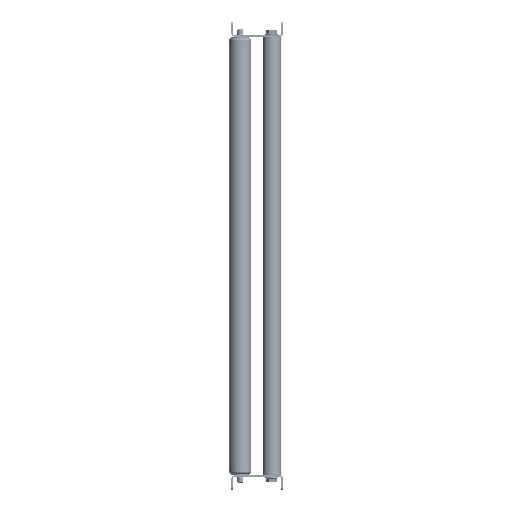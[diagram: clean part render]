
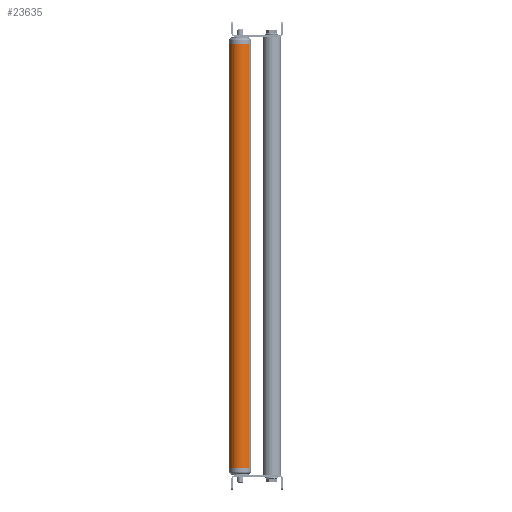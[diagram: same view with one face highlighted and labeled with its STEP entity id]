
A CAD part, left-side view. The second image highlights one B-rep face of the part: STEP entity #23635.
In plain terms, the highlighted cylindrical face has radius 15 mm (diameter 30 mm), a partial arc.
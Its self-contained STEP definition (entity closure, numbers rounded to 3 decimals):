
#680 = CARTESIAN_POINT ( 'NONE',  ( 580., 0., 15. ) ) ;
#909 = LINE ( 'NONE', #23417, #33220 ) ;
#1388 = ORIENTED_EDGE ( 'NONE', *, *, #12291, .T. ) ;
#3027 = CARTESIAN_POINT ( 'NONE',  ( 580., 0., -15. ) ) ;
#5000 = EDGE_CURVE ( 'NONE', #23033, #28669, #22654, .T. ) ;
#5961 = EDGE_CURVE ( 'NONE', #23033, #24800, #909, .T. ) ;
#6122 = CARTESIAN_POINT ( 'NONE',  ( 0., 0., -15. ) ) ;
#9636 = CARTESIAN_POINT ( 'NONE',  ( 580., 0., 0. ) ) ;
#10471 = DIRECTION ( 'NONE',  ( 0., 0., -1. ) ) ;
#11862 = DIRECTION ( 'NONE',  ( -1., 0., 0. ) ) ;
#11975 = DIRECTION ( 'NONE',  ( -1., 0., 0. ) ) ;
#12291 = EDGE_CURVE ( 'NONE', #24800, #35501, #23919, .T. ) ;
#12392 = CYLINDRICAL_SURFACE ( 'NONE', #13105, 15. ) ;
#13105 = AXIS2_PLACEMENT_3D ( 'NONE', #9636, #11862, #14411 ) ;
#13246 = AXIS2_PLACEMENT_3D ( 'NONE', #28858, #23315, #15022 ) ;
#14243 = VECTOR ( 'NONE', #11975, 1000. ) ;
#14411 = DIRECTION ( 'NONE',  ( 0., 0., 1. ) ) ;
#14540 = ORIENTED_EDGE ( 'NONE', *, *, #15884, .F. ) ;
#14595 = FACE_OUTER_BOUND ( 'NONE', #16579, .T. ) ;
#15022 = DIRECTION ( 'NONE',  ( 0., 0., -1. ) ) ;
#15884 = EDGE_CURVE ( 'NONE', #28669, #35501, #25950, .T. ) ;
#16579 = EDGE_LOOP ( 'NONE', ( #25345, #21017, #1388, #14540 ) ) ;
#21017 = ORIENTED_EDGE ( 'NONE', *, *, #5961, .T. ) ;
#22222 = DIRECTION ( 'NONE',  ( 1., 0., 0. ) ) ;
#22654 = CIRCLE ( 'NONE', #13246, 15. ) ;
#23033 = VERTEX_POINT ( 'NONE', #3027 ) ;
#23315 = DIRECTION ( 'NONE',  ( 1., 0., 0. ) ) ;
#23417 = CARTESIAN_POINT ( 'NONE',  ( 580., 0., -15. ) ) ;
#23635 = ADVANCED_FACE ( 'NONE', ( #14595 ), #12392, .T. ) ;
#23919 = CIRCLE ( 'NONE', #31576, 15. ) ;
#24072 = CARTESIAN_POINT ( 'NONE',  ( 580., 0., 15. ) ) ;
#24800 = VERTEX_POINT ( 'NONE', #6122 ) ;
#25345 = ORIENTED_EDGE ( 'NONE', *, *, #5000, .F. ) ;
#25950 = LINE ( 'NONE', #680, #14243 ) ;
#28274 = CARTESIAN_POINT ( 'NONE',  ( 0., 0., 15. ) ) ;
#28669 = VERTEX_POINT ( 'NONE', #24072 ) ;
#28858 = CARTESIAN_POINT ( 'NONE',  ( 580., 0., 0. ) ) ;
#30523 = CARTESIAN_POINT ( 'NONE',  ( 0., 0., 0. ) ) ;
#31576 = AXIS2_PLACEMENT_3D ( 'NONE', #30523, #22222, #10471 ) ;
#33220 = VECTOR ( 'NONE', #34655, 1000. ) ;
#34655 = DIRECTION ( 'NONE',  ( -1., 0., 0. ) ) ;
#35501 = VERTEX_POINT ( 'NONE', #28274 ) ;
